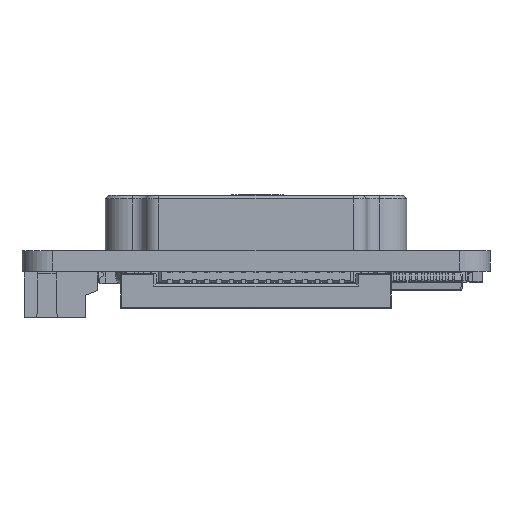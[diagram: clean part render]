
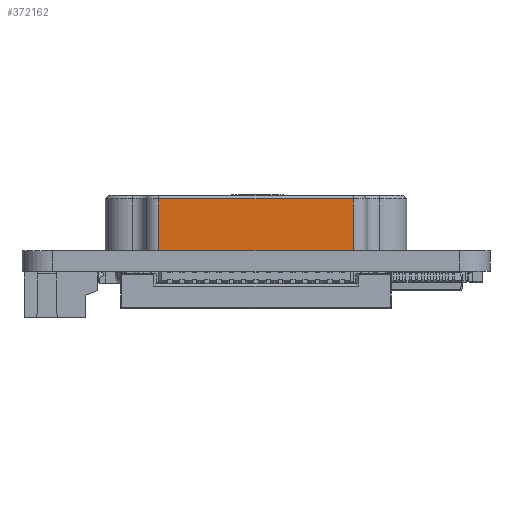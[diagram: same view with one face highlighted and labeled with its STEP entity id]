
A CAD part, front view. The second image highlights one B-rep face of the part: STEP entity #372162.
In plain terms, the highlighted planar face has unit normal (0, -1, 0).
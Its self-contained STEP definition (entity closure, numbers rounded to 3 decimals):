
#6261 = EDGE_CURVE ( 'NONE', #256601, #139289, #169399, .T. ) ;
#7807 = VERTEX_POINT ( 'NONE', #290970 ) ;
#31990 = VECTOR ( 'NONE', #334094, 1000. ) ;
#54446 = CARTESIAN_POINT ( 'NONE',  ( 7.9, -6.15, 4.5 ) ) ;
#54797 = LINE ( 'NONE', #61588, #413341 ) ;
#61588 = CARTESIAN_POINT ( 'NONE',  ( -7.9, -6.15, 4.5 ) ) ;
#73817 = EDGE_CURVE ( 'NONE', #139289, #7807, #407077, .T. ) ;
#93515 = EDGE_LOOP ( 'NONE', ( #175346, #423616, #319270, #307792 ) ) ;
#102395 = DIRECTION ( 'NONE',  ( 0., 1., 0. ) ) ;
#106971 = PLANE ( 'NONE',  #408730 ) ;
#125382 = LINE ( 'NONE', #296968, #31990 ) ;
#139289 = VERTEX_POINT ( 'NONE', #407645 ) ;
#159154 = DIRECTION ( 'NONE',  ( 0., 0., -1. ) ) ;
#169399 = LINE ( 'NONE', #238990, #412989 ) ;
#173322 = CARTESIAN_POINT ( 'NONE',  ( -7.9, -6.15, 0. ) ) ;
#175346 = ORIENTED_EDGE ( 'NONE', *, *, #73817, .T. ) ;
#177678 = EDGE_CURVE ( 'NONE', #287172, #256601, #54797, .T. ) ;
#202689 = DIRECTION ( 'NONE',  ( 0., 0., 1. ) ) ;
#214207 = VECTOR ( 'NONE', #202689, 1000. ) ;
#238990 = CARTESIAN_POINT ( 'NONE',  ( 9., -6.15, 0. ) ) ;
#256601 = VERTEX_POINT ( 'NONE', #173322 ) ;
#280893 = DIRECTION ( 'NONE',  ( -1., 0., 0. ) ) ;
#285429 = FACE_OUTER_BOUND ( 'NONE', #93515, .T. ) ;
#287172 = VERTEX_POINT ( 'NONE', #320067 ) ;
#290970 = CARTESIAN_POINT ( 'NONE',  ( 7.9, -6.15, 4.2 ) ) ;
#296968 = CARTESIAN_POINT ( 'NONE',  ( -7.9, -6.15, 4.2 ) ) ;
#307792 = ORIENTED_EDGE ( 'NONE', *, *, #6261, .T. ) ;
#319270 = ORIENTED_EDGE ( 'NONE', *, *, #177678, .T. ) ;
#320067 = CARTESIAN_POINT ( 'NONE',  ( -7.9, -6.15, 4.2 ) ) ;
#334094 = DIRECTION ( 'NONE',  ( -1., 0., 0. ) ) ;
#372162 = ADVANCED_FACE ( 'NONE', ( #285429 ), #106971, .F. ) ;
#373530 = DIRECTION ( 'NONE',  ( 1., 0., 0. ) ) ;
#380641 = EDGE_CURVE ( 'NONE', #7807, #287172, #125382, .T. ) ;
#407077 = LINE ( 'NONE', #54446, #214207 ) ;
#407645 = CARTESIAN_POINT ( 'NONE',  ( 7.9, -6.15, 0. ) ) ;
#408730 = AXIS2_PLACEMENT_3D ( 'NONE', #427018, #102395, #280893 ) ;
#412989 = VECTOR ( 'NONE', #373530, 1000. ) ;
#413341 = VECTOR ( 'NONE', #159154, 1000. ) ;
#423616 = ORIENTED_EDGE ( 'NONE', *, *, #380641, .T. ) ;
#427018 = CARTESIAN_POINT ( 'NONE',  ( 9., -6.15, 4.5 ) ) ;
